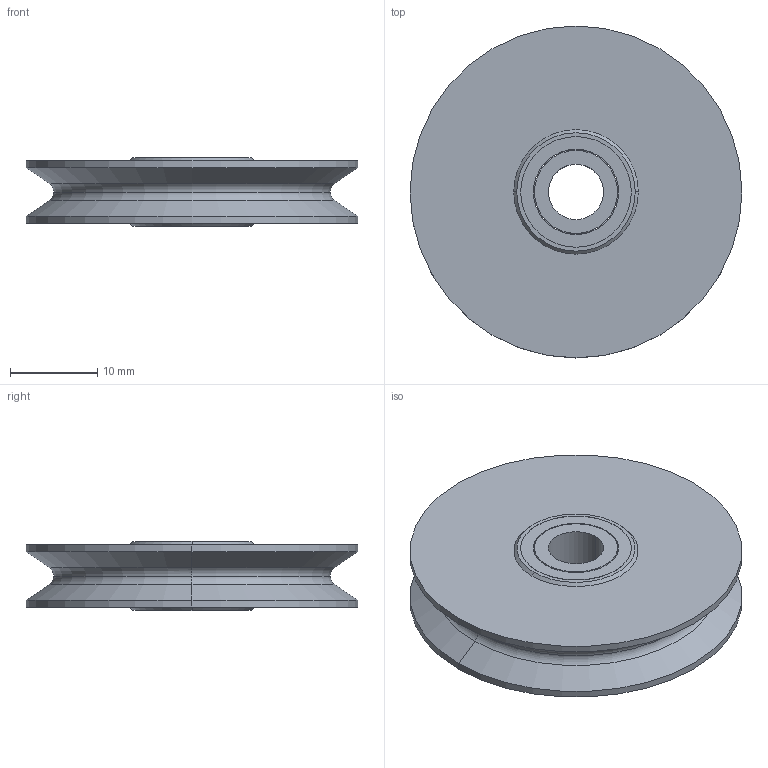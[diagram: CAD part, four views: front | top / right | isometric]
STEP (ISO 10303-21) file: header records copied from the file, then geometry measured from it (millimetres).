
FILE_DESCRIPTION (( 'STEP AP203' ), '1' );
FILE_NAME ('3434T15.step', '2013-03-11T19:22:35', ( 'Admin' ), ( 'Microsoft' ), 'SwSTEP 2.0', 'SolidWorks 2012', '' );
FILE_SCHEMA (( 'CONFIG_CONTROL_DESIGN' ));
Length unit declared in the file: inch
Products named in the file (1): 3434T15
Bounding box: 38.1 x 38.1 x 7.94 mm (x, y, z)
Volume: 6759.9 mm3; surface area: 4147.3 mm2
Topology: 20 solids, 20 shells, 80 faces, 214 edges, 142 vertices
Faces by surface type: sphere 36, cylinder 18, torus 10, cone 8, plane 8
Entity records: 1923 total; most frequent: DIRECTION 384, CARTESIAN_POINT 293, ORIENTED_EDGE 248, AXIS2_PLACEMENT_3D 179, EDGE_CURVE 124, CIRCLE 98, VERTEX_POINT 88, EDGE_LOOP 88
